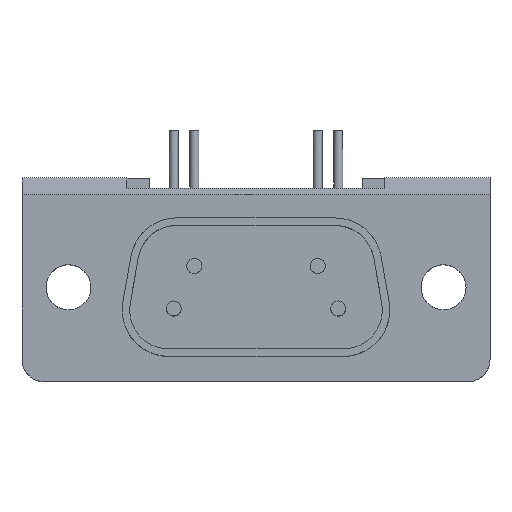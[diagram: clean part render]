
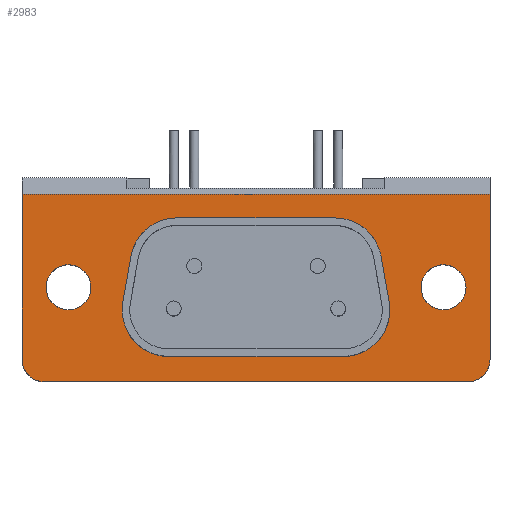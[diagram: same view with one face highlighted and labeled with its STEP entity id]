
A CAD part, top view. The second image highlights one B-rep face of the part: STEP entity #2983.
In plain terms, the highlighted free-form (B-spline) face has degree [1, 1] with [2, 2] control points.
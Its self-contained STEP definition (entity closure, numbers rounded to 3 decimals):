
#2506=CARTESIAN_POINT('V41',(8.339,-2.062,
   0.5));
#2507=VERTEX_POINT('V41',#2506);
#2508=CARTESIAN_POINT('V39',(5.286,0.5,
   0.5));
#2509=VERTEX_POINT('V39',#2508);
#2510=CARTESIAN_POINT('E52',(8.339,-2.062,
   0.5));
#2511=CARTESIAN_POINT('E52',(7.887,0.5,
   0.5));
#2512=CARTESIAN_POINT('E52',(5.286,0.5,
   0.5));
#2520=(BOUNDED_CURVE()B_SPLINE_CURVE(2,(#2510,#2511,#2512),
   .CIRCULAR_ARC.,.F.,.U.)CURVE()GEOMETRIC_REPRESENTATION_ITEM()
   QUASI_UNIFORM_CURVE()RATIONAL_B_SPLINE_CURVE((1.0,
   0.674,0.773))REPRESENTATION_ITEM('E52'));
#2521=EDGE_CURVE('E52',#2507,#2509,#2520,.T.);
#2542=CARTESIAN_POINT('V42',(8.873,-5.092,
   0.5));
#2543=VERTEX_POINT('V42',#2542);
#2544=CARTESIAN_POINT('E53',(8.873,-5.092,
   0.5));
#2545=CARTESIAN_POINT('E53',(8.339,-2.062,
   0.5));
#2546=QUASI_UNIFORM_CURVE('E53',1,(#2544,#2545),.POLYLINE_FORM.,.F.,
   .U.);
#2547=EDGE_CURVE('E53',#2543,#2507,#2546,.T.);
#2573=CARTESIAN_POINT('V43',(5.82,-8.73,
   0.5));
#2574=VERTEX_POINT('V43',#2573);
#2575=CARTESIAN_POINT('E54',(5.82,-8.73,
   0.5));
#2576=CARTESIAN_POINT('E54',(9.514,-8.73,
   0.5));
#2577=CARTESIAN_POINT('E54',(8.873,-5.092,
   0.5));
#2585=(BOUNDED_CURVE()B_SPLINE_CURVE(2,(#2575,#2576,#2577),
   .CIRCULAR_ARC.,.F.,.U.)CURVE()GEOMETRIC_REPRESENTATION_ITEM()
   QUASI_UNIFORM_CURVE()RATIONAL_B_SPLINE_CURVE((1.0,
   0.592,0.849))REPRESENTATION_ITEM('E54'));
#2586=EDGE_CURVE('E54',#2574,#2543,#2585,.T.);
#2603=CARTESIAN_POINT('V44',(-5.82,-8.73,
   0.5));
#2604=VERTEX_POINT('V44',#2603);
#2605=CARTESIAN_POINT('E55',(-5.82,-8.73,
   0.5));
#2606=CARTESIAN_POINT('E55',(5.82,-8.73,
   0.5));
#2607=QUASI_UNIFORM_CURVE('E55',1,(#2605,#2606),.POLYLINE_FORM.,.F.,
   .U.);
#2608=EDGE_CURVE('E55',#2604,#2574,#2607,.T.);
#2634=CARTESIAN_POINT('V45',(-8.873,-5.092,
   0.5));
#2635=VERTEX_POINT('V45',#2634);
#2636=CARTESIAN_POINT('E56',(-8.873,-5.092,
   0.5));
#2637=CARTESIAN_POINT('E56',(-9.514,-8.73,
   0.5));
#2638=CARTESIAN_POINT('E56',(-5.82,-8.73,
   0.5));
#2646=(BOUNDED_CURVE()B_SPLINE_CURVE(2,(#2636,#2637,#2638),
   .CIRCULAR_ARC.,.F.,.U.)CURVE()GEOMETRIC_REPRESENTATION_ITEM()
   QUASI_UNIFORM_CURVE()RATIONAL_B_SPLINE_CURVE((1.0,
   0.592,0.849))REPRESENTATION_ITEM('E56'));
#2647=EDGE_CURVE('E56',#2635,#2604,#2646,.T.);
#2664=CARTESIAN_POINT('V46',(-8.339,-2.062,
   0.5));
#2665=VERTEX_POINT('V46',#2664);
#2666=CARTESIAN_POINT('E57',(-8.339,-2.062,
   0.5));
#2667=CARTESIAN_POINT('E57',(-8.873,-5.092,
   0.5));
#2668=QUASI_UNIFORM_CURVE('E57',1,(#2666,#2667),.POLYLINE_FORM.,.F.,
   .U.);
#2669=EDGE_CURVE('E57',#2665,#2635,#2668,.T.);
#2695=CARTESIAN_POINT('V40',(-5.286,0.5,
   0.5));
#2696=VERTEX_POINT('V40',#2695);
#2697=CARTESIAN_POINT('E58',(-5.286,0.5,
   0.5));
#2698=CARTESIAN_POINT('E58',(-7.887,0.5,
   0.5));
#2699=CARTESIAN_POINT('E58',(-8.339,-2.062,
   0.5));
#2707=(BOUNDED_CURVE()B_SPLINE_CURVE(2,(#2697,#2698,#2699),
   .CIRCULAR_ARC.,.F.,.U.)CURVE()GEOMETRIC_REPRESENTATION_ITEM()
   QUASI_UNIFORM_CURVE()RATIONAL_B_SPLINE_CURVE((1.0,
   0.674,0.773))REPRESENTATION_ITEM('E58'));
#2708=EDGE_CURVE('E58',#2696,#2665,#2707,.T.);
#2725=CARTESIAN_POINT('E51',(5.286,0.5,
   0.5));
#2726=CARTESIAN_POINT('E51',(-5.286,0.5,
   0.5));
#2727=QUASI_UNIFORM_CURVE('E51',1,(#2725,#2726),.POLYLINE_FORM.,.F.,
   .U.);
#2728=EDGE_CURVE('E51',#2509,#2696,#2727,.T.);
#2758=CARTESIAN_POINT('V47',(-11.0,-4.115,
   0.5));
#2759=VERTEX_POINT('V47',#2758);
#2785=CARTESIAN_POINT('E59',(-11.0,-4.115,
   0.5));
#2786=CARTESIAN_POINT('E59',(-11.0,-6.713,
   0.5));
#2787=CARTESIAN_POINT('E59',(-13.25,-5.414,
   0.5));
#2788=CARTESIAN_POINT('E59',(-15.5,-4.115,
   0.5));
#2789=CARTESIAN_POINT('E59',(-13.25,-2.816,
   0.5));
#2790=CARTESIAN_POINT('E59',(-11.0,-1.517,
   0.5));
#2791=CARTESIAN_POINT('E59',(-11.0,-4.115,
   0.5));
#2799=(BOUNDED_CURVE()B_SPLINE_CURVE(2,(#2785,#2786,#2787,#2788,
   #2789,#2790,#2791),.CIRCULAR_ARC.,.T.,.U.)
   B_SPLINE_CURVE_WITH_KNOTS((3,2,2,3),(0.0,10.392,
   20.785,31.177),.UNSPECIFIED.)CURVE()
   GEOMETRIC_REPRESENTATION_ITEM()RATIONAL_B_SPLINE_CURVE((1.0,
   0.5,1.0,0.5,1.0,0.5,1.0)
   )REPRESENTATION_ITEM('E59'));
#2800=EDGE_CURVE('E59',#2759,#2759,#2799,.T.);
#2827=CARTESIAN_POINT('V48',(14.0,-4.115,
   0.5));
#2828=VERTEX_POINT('V48',#2827);
#2854=CARTESIAN_POINT('E60',(14.0,-4.115,
   0.5));
#2855=CARTESIAN_POINT('E60',(14.0,-6.713,
   0.5));
#2856=CARTESIAN_POINT('E60',(11.75,-5.414,
   0.5));
#2857=CARTESIAN_POINT('E60',(9.5,-4.115,
   0.5));
#2858=CARTESIAN_POINT('E60',(11.75,-2.816,
   0.5));
#2859=CARTESIAN_POINT('E60',(14.0,-1.517,
   0.5));
#2860=CARTESIAN_POINT('E60',(14.0,-4.115,
   0.5));
#2868=(BOUNDED_CURVE()B_SPLINE_CURVE(2,(#2854,#2855,#2856,#2857,
   #2858,#2859,#2860),.CIRCULAR_ARC.,.T.,.U.)
   B_SPLINE_CURVE_WITH_KNOTS((3,2,2,3),(0.0,10.392,
   20.785,31.177),.UNSPECIFIED.)CURVE()
   GEOMETRIC_REPRESENTATION_ITEM()RATIONAL_B_SPLINE_CURVE((1.0,
   0.5,1.0,0.5,1.0,0.5,1.0)
   )REPRESENTATION_ITEM('E60'));
#2869=EDGE_CURVE('E60',#2828,#2828,#2868,.T.);
#2881=CARTESIAN_POINT('V38',(14.1,-10.415,
   0.5));
#2882=VERTEX_POINT('V38',#2881);
#2888=CARTESIAN_POINT('V37',(-14.1,-10.415,
   0.5));
#2889=VERTEX_POINT('V37',#2888);
#2890=CARTESIAN_POINT('E49',(14.1,-10.415,
   0.5));
#2891=CARTESIAN_POINT('E49',(-14.1,-10.415,
   0.5));
#2892=B_SPLINE_CURVE_WITH_KNOTS('E49',1,(#2890,#2891),
   .POLYLINE_FORM.,.F.,.U.,(2,2),(0.0,56.4),
   .UNSPECIFIED.);
#2893=EDGE_CURVE('E49',#2882,#2889,#2892,.T.);
#2910=CARTESIAN_POINT('F18',(-17.16,-11.04,
   0.5));
#2911=CARTESIAN_POINT('F18',(17.16,-11.04,
   0.5));
#2912=CARTESIAN_POINT('F18',(-17.16,2.71,
   0.5));
#2913=CARTESIAN_POINT('F18',(17.16,2.71,
   0.5));
#2914=QUASI_UNIFORM_SURFACE('F18',1,1,((#2910,#2912),(#2911,#2913))
,.PLANE_SURF.,.F.,.F.,.U.);
#2915=CARTESIAN_POINT('V33',(15.6,2.085,
   0.5));
#2916=VERTEX_POINT('V33',#2915);
#2917=CARTESIAN_POINT('V34',(15.6,-8.915,
   0.5));
#2918=VERTEX_POINT('V34',#2917);
#2919=CARTESIAN_POINT('E45',(15.6,2.085,
   0.5));
#2920=CARTESIAN_POINT('E45',(15.6,-8.915,
   0.5));
#2921=B_SPLINE_CURVE_WITH_KNOTS('E45',1,(#2919,#2920),
   .POLYLINE_FORM.,.F.,.U.,(2,2),(0.0,22.0),.UNSPECIFIED.);
#2922=EDGE_CURVE('E45',#2916,#2918,#2921,.T.);
#2923=ORIENTED_EDGE('E45',*,*,#2922,.F.);
#2924=CARTESIAN_POINT('V35',(-15.6,2.085,
   0.5));
#2925=VERTEX_POINT('V35',#2924);
#2926=CARTESIAN_POINT('E46',(-15.6,2.085,
   0.5));
#2927=CARTESIAN_POINT('E46',(15.6,2.085,
   0.5));
#2928=B_SPLINE_CURVE_WITH_KNOTS('E46',1,(#2926,#2927),
   .POLYLINE_FORM.,.F.,.U.,(2,2),(0.0,62.4),
   .UNSPECIFIED.);
#2929=EDGE_CURVE('E46',#2925,#2916,#2928,.T.);
#2930=ORIENTED_EDGE('E46',*,*,#2929,.F.);
#2931=CARTESIAN_POINT('V36',(-15.6,-8.915,
   0.5));
#2932=VERTEX_POINT('V36',#2931);
#2933=CARTESIAN_POINT('E47',(-15.6,-8.915,
   0.5));
#2934=CARTESIAN_POINT('E47',(-15.6,2.085,
   0.5));
#2935=B_SPLINE_CURVE_WITH_KNOTS('E47',1,(#2933,#2934),
   .POLYLINE_FORM.,.F.,.U.,(2,2),(0.0,22.0),.UNSPECIFIED.);
#2936=EDGE_CURVE('E47',#2932,#2925,#2935,.T.);
#2937=ORIENTED_EDGE('E47',*,*,#2936,.F.);
#2938=CARTESIAN_POINT('E48',(-14.1,-10.415,
   0.5));
#2939=CARTESIAN_POINT('E48',(-15.6,-10.415,
   0.5));
#2940=CARTESIAN_POINT('E48',(-15.6,-8.915,
   0.5));
#2948=(BOUNDED_CURVE()B_SPLINE_CURVE(2,(#2938,#2939,#2940),
   .CIRCULAR_ARC.,.F.,.U.)B_SPLINE_CURVE_WITH_KNOTS((3,3),(0.0,
   6.),.UNSPECIFIED.)CURVE()
   GEOMETRIC_REPRESENTATION_ITEM()RATIONAL_B_SPLINE_CURVE((1.0,
   0.707,1.0))REPRESENTATION_ITEM('E48'));
#2949=EDGE_CURVE('E48',#2889,#2932,#2948,.T.);
#2950=ORIENTED_EDGE('E48',*,*,#2949,.F.);
#2951=ORIENTED_EDGE('E49',*,*,#2893,.F.);
#2952=CARTESIAN_POINT('E50',(15.6,-8.915,
   0.5));
#2953=CARTESIAN_POINT('E50',(15.6,-10.415,
   0.5));
#2954=CARTESIAN_POINT('E50',(14.1,-10.415,
   0.5));
#2962=(BOUNDED_CURVE()B_SPLINE_CURVE(2,(#2952,#2953,#2954),
   .CIRCULAR_ARC.,.F.,.U.)B_SPLINE_CURVE_WITH_KNOTS((3,3),(0.0,
   6.),.UNSPECIFIED.)CURVE()
   GEOMETRIC_REPRESENTATION_ITEM()RATIONAL_B_SPLINE_CURVE((1.0,
   0.707,1.0))REPRESENTATION_ITEM('E50'));
#2963=EDGE_CURVE('E50',#2918,#2882,#2962,.T.);
#2964=ORIENTED_EDGE('E50',*,*,#2963,.F.);
#2965=EDGE_LOOP('F18',(#2923,#2930,#2937,#2950,#2951,#2964));
#2966=FACE_OUTER_BOUND('F18',#2965,.T.);
#2967=ORIENTED_EDGE('F44',*,*,#2869,.T.);
#2968=EDGE_LOOP('F18',(#2967));
#2969=FACE_BOUND('F18',#2968,.T.);
#2970=ORIENTED_EDGE('F45',*,*,#2800,.T.);
#2971=EDGE_LOOP('F18',(#2970));
#2972=FACE_BOUND('F18',#2971,.T.);
#2973=ORIENTED_EDGE('E51',*,*,#2728,.F.);
#2974=ORIENTED_EDGE('E52',*,*,#2521,.F.);
#2975=ORIENTED_EDGE('E53',*,*,#2547,.F.);
#2976=ORIENTED_EDGE('E54',*,*,#2586,.F.);
#2977=ORIENTED_EDGE('E55',*,*,#2608,.F.);
#2978=ORIENTED_EDGE('E56',*,*,#2647,.F.);
#2979=ORIENTED_EDGE('E57',*,*,#2669,.F.);
#2980=ORIENTED_EDGE('E58',*,*,#2708,.F.);
#2981=EDGE_LOOP('F18',(#2973,#2974,#2975,#2976,#2977,#2978,#2979,
   #2980));
#2982=FACE_BOUND('F18',#2981,.T.);
#2983=ADVANCED_FACE('F18',(#2966,#2969,#2972,#2982),#2914,.T.);
